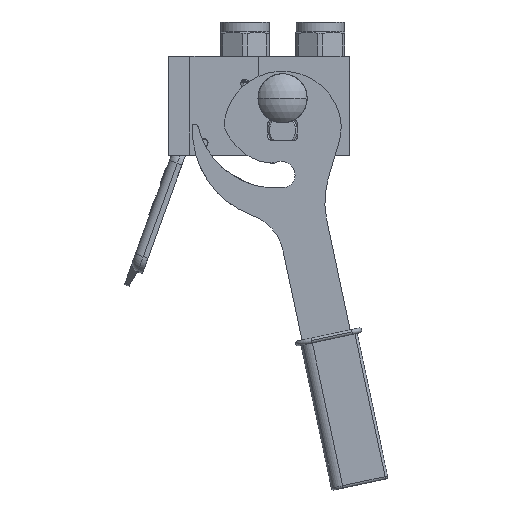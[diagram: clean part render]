
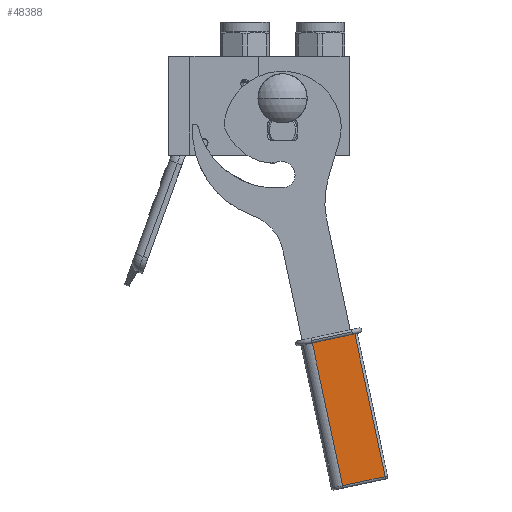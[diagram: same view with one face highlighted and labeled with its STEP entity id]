
A CAD part, front view. The second image highlights one B-rep face of the part: STEP entity #48388.
In plain terms, the highlighted face is planar.
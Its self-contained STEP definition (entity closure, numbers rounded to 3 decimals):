
#179 = VECTOR ( 'NONE', #7858, 1000. ) ;
#1076 = ORIENTED_EDGE ( 'NONE', *, *, #68752, .T. ) ;
#1127 = ORIENTED_EDGE ( 'NONE', *, *, #42101, .T. ) ;
#2679 = ORIENTED_EDGE ( 'NONE', *, *, #111146, .T. ) ;
#5207 = ORIENTED_EDGE ( 'NONE', *, *, #67589, .F. ) ;
#7858 = DIRECTION ( 'NONE',  ( 0., 1., 0. ) ) ;
#14219 = DIRECTION ( 'NONE',  ( 1., 0., 0. ) ) ;
#15732 = CARTESIAN_POINT ( 'NONE',  ( 8., 3., 16. ) ) ;
#24357 = CARTESIAN_POINT ( 'NONE',  ( 8., 92., -10.5 ) ) ;
#42101 = EDGE_CURVE ( 'NONE', #73930, #60836, #58822, .T. ) ;
#42231 = VECTOR ( 'NONE', #85380, 1000. ) ;
#47971 = VERTEX_POINT ( 'NONE', #24357 ) ;
#48388 = ADVANCED_FACE ( 'NONE', ( #81837 ), #68711, .T. ) ;
#57589 = LINE ( 'NONE', #116665, #179 ) ;
#58822 = LINE ( 'NONE', #15732, #99127 ) ;
#59165 = DIRECTION ( 'NONE',  ( 0., 0., -1. ) ) ;
#60836 = VERTEX_POINT ( 'NONE', #73721 ) ;
#66043 = CARTESIAN_POINT ( 'NONE',  ( 8., 92., 16. ) ) ;
#66851 = LINE ( 'NONE', #69593, #92767 ) ;
#67589 = EDGE_CURVE ( 'NONE', #69050, #47971, #66851, .T. ) ;
#68711 = PLANE ( 'NONE',  #71902 ) ;
#68752 = EDGE_CURVE ( 'NONE', #69050, #73930, #106966, .T. ) ;
#69050 = VERTEX_POINT ( 'NONE', #117660 ) ;
#69593 = CARTESIAN_POINT ( 'NONE',  ( 8., 92., 16. ) ) ;
#70607 = DIRECTION ( 'NONE',  ( 0., 0., -1. ) ) ;
#71902 = AXIS2_PLACEMENT_3D ( 'NONE', #116144, #14219, #78385 ) ;
#73721 = CARTESIAN_POINT ( 'NONE',  ( 8., 3., -10.5 ) ) ;
#73930 = VERTEX_POINT ( 'NONE', #95052 ) ;
#78385 = DIRECTION ( 'NONE',  ( 0., 0., -1. ) ) ;
#81837 = FACE_OUTER_BOUND ( 'NONE', #89508, .T. ) ;
#85380 = DIRECTION ( 'NONE',  ( 0., -1., 0. ) ) ;
#89508 = EDGE_LOOP ( 'NONE', ( #5207, #1076, #1127, #2679 ) ) ;
#92767 = VECTOR ( 'NONE', #59165, 1000. ) ;
#95052 = CARTESIAN_POINT ( 'NONE',  ( 8., 3., 16. ) ) ;
#99127 = VECTOR ( 'NONE', #70607, 1000. ) ;
#106966 = LINE ( 'NONE', #66043, #42231 ) ;
#111146 = EDGE_CURVE ( 'NONE', #60836, #47971, #57589, .T. ) ;
#116144 = CARTESIAN_POINT ( 'NONE',  ( 8., 0., 17.5 ) ) ;
#116665 = CARTESIAN_POINT ( 'NONE',  ( 8., 3., -10.5 ) ) ;
#117660 = CARTESIAN_POINT ( 'NONE',  ( 8., 92., 16. ) ) ;
